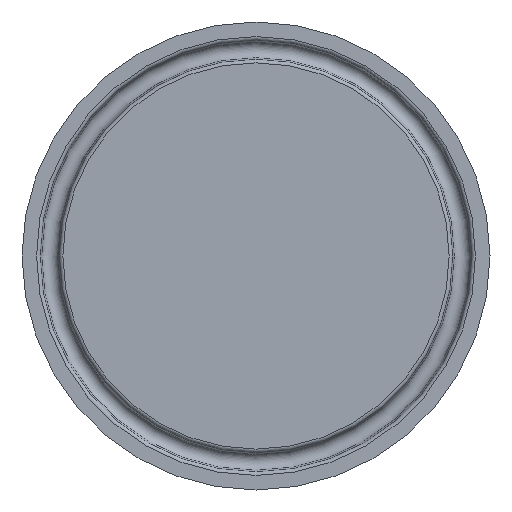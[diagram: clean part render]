
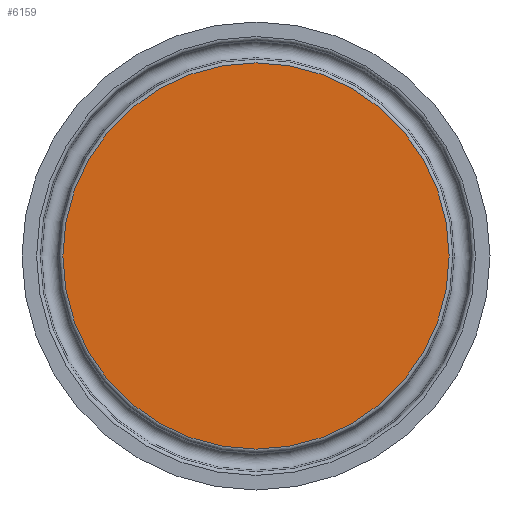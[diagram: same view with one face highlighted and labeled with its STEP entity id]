
A CAD part, left-side view. The second image highlights one B-rep face of the part: STEP entity #6159.
In plain terms, the highlighted planar face has unit normal (-1, 0, 0).
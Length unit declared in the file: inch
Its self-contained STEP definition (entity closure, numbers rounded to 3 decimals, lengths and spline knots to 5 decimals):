
#27=CIRCLE('',#6346,1.03834);
#562=FACE_OUTER_BOUND('',#934,.T.);
#934=EDGE_LOOP('',(#5626));
#2972=VERTEX_POINT('',#11627);
#3859=EDGE_CURVE('',#2972,#2972,#27,.T.);
#5626=ORIENTED_EDGE('',*,*,#3859,.F.);
#5806=PLANE('',#6345);
#6159=ADVANCED_FACE('',(#562),#5806,.T.);
#6345=AXIS2_PLACEMENT_3D('',#11626,#7272,#7273);
#6346=AXIS2_PLACEMENT_3D('',#11628,#7274,#7275);
#7272=DIRECTION('center_axis',(-1.,0.,0.));
#7273=DIRECTION('ref_axis',(0.,0.,1.));
#7274=DIRECTION('center_axis',(1.,0.,0.));
#7275=DIRECTION('ref_axis',(0.,1.,0.));
#11626=CARTESIAN_POINT('Origin',(0.,0.51917,
0.));
#11627=CARTESIAN_POINT('',(0.,1.03834,0.));
#11628=CARTESIAN_POINT('Origin',(0.,0.,0.));
